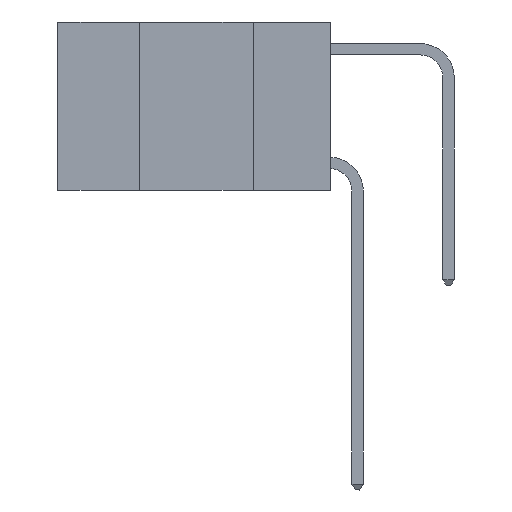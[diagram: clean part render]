
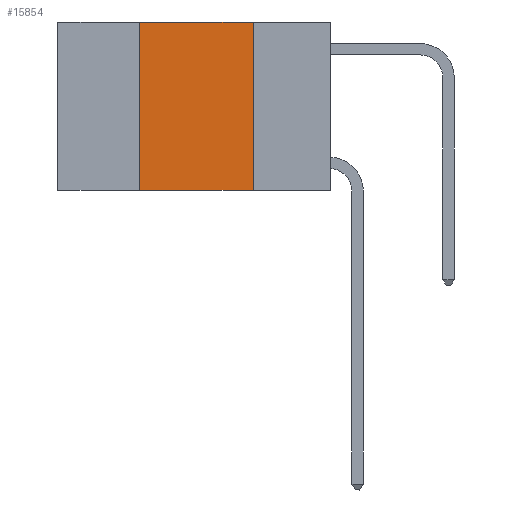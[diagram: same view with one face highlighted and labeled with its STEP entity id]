
A CAD part, left-side view. The second image highlights one B-rep face of the part: STEP entity #15854.
In plain terms, the highlighted planar face has unit normal (-1, 0, 0).
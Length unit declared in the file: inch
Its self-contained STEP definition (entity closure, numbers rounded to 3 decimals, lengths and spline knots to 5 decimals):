
#71 = CARTESIAN_POINT ( 'NONE',  ( 0., 0.42, -0.37 ) ) ;
#964 = ORIENTED_EDGE ( 'NONE', *, *, #22742, .T. ) ;
#1078 = CARTESIAN_POINT ( 'NONE',  ( 0., 0.42, 0. ) ) ;
#1260 = DIRECTION ( 'NONE',  ( 0., -1., 0. ) ) ;
#2237 = EDGE_LOOP ( 'NONE', ( #5237, #17102, #23221, #964 ) ) ;
#5237 = ORIENTED_EDGE ( 'NONE', *, *, #11486, .F. ) ;
#5249 = LINE ( 'NONE', #24327, #7037 ) ;
#5580 = CARTESIAN_POINT ( 'NONE',  ( 0., 0.17, 0. ) ) ;
#5744 = DIRECTION ( 'NONE',  ( 0., 0., -1. ) ) ;
#6797 = CARTESIAN_POINT ( 'NONE',  ( 0., 0.42, 0. ) ) ;
#7037 = VECTOR ( 'NONE', #1260, 39.37008 ) ;
#8257 = DIRECTION ( 'NONE',  ( 0., 0., -1. ) ) ;
#10672 = LINE ( 'NONE', #13088, #13407 ) ;
#11486 = EDGE_CURVE ( 'NONE', #16418, #24551, #10672, .T. ) ;
#12079 = DIRECTION ( 'NONE',  ( 1., 0., 0. ) ) ;
#12806 = CARTESIAN_POINT ( 'NONE',  ( 0., 0.17, -0.37 ) ) ;
#13088 = CARTESIAN_POINT ( 'NONE',  ( 0., 0.17, 0. ) ) ;
#13102 = LINE ( 'NONE', #22865, #13694 ) ;
#13407 = VECTOR ( 'NONE', #5744, 39.37008 ) ;
#13692 = FACE_OUTER_BOUND ( 'NONE', #2237, .T. ) ;
#13694 = VECTOR ( 'NONE', #15007, 39.37008 ) ;
#14528 = LINE ( 'NONE', #6797, #16625 ) ;
#14883 = AXIS2_PLACEMENT_3D ( 'NONE', #21518, #12079, #8257 ) ;
#15007 = DIRECTION ( 'NONE',  ( 0., -1., 0. ) ) ;
#15233 = VERTEX_POINT ( 'NONE', #71 ) ;
#15854 = ADVANCED_FACE ( 'NONE', ( #13692 ), #17860, .F. ) ;
#16418 = VERTEX_POINT ( 'NONE', #5580 ) ;
#16625 = VECTOR ( 'NONE', #18237, 39.37008 ) ;
#16774 = EDGE_CURVE ( 'NONE', #15233, #18908, #14528, .T. ) ;
#17102 = ORIENTED_EDGE ( 'NONE', *, *, #22200, .F. ) ;
#17860 = PLANE ( 'NONE',  #14883 ) ;
#18237 = DIRECTION ( 'NONE',  ( 0., 0., 1. ) ) ;
#18908 = VERTEX_POINT ( 'NONE', #1078 ) ;
#21518 = CARTESIAN_POINT ( 'NONE',  ( 0., 0.6, 0. ) ) ;
#22200 = EDGE_CURVE ( 'NONE', #18908, #16418, #13102, .T. ) ;
#22742 = EDGE_CURVE ( 'NONE', #15233, #24551, #5249, .T. ) ;
#22865 = CARTESIAN_POINT ( 'NONE',  ( 0., 0.6, 0. ) ) ;
#23221 = ORIENTED_EDGE ( 'NONE', *, *, #16774, .F. ) ;
#24327 = CARTESIAN_POINT ( 'NONE',  ( 0., 0.6, -0.37 ) ) ;
#24551 = VERTEX_POINT ( 'NONE', #12806 ) ;
